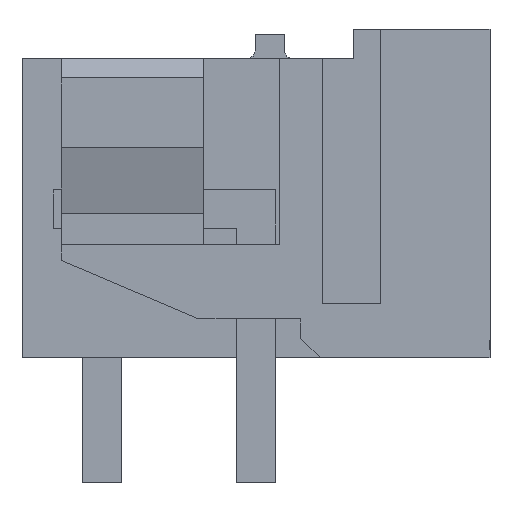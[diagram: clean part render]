
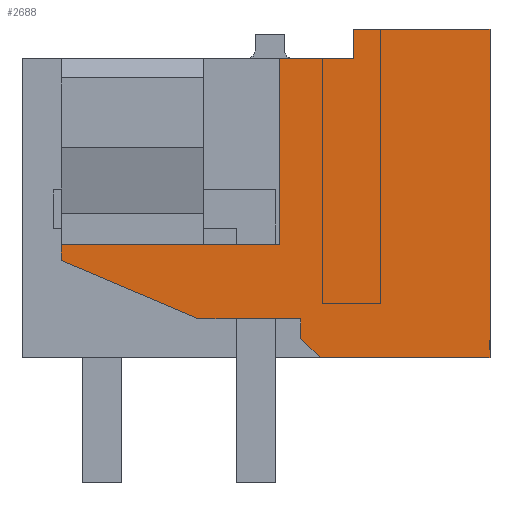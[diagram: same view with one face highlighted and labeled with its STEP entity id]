
A CAD part, left-side view. The second image highlights one B-rep face of the part: STEP entity #2688.
In plain terms, the highlighted planar face has unit normal (-1, 0, 0).
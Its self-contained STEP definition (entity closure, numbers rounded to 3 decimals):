
#2648=AXIS2_PLACEMENT_3D('Plane Axis2P3D',#2645,#2646,#2647) ;
#254=CARTESIAN_POINT('Vertex',(0.,0.,3.2)) ;
#259=CARTESIAN_POINT('Line Origine',(0.,2.177,3.2)) ;
#263=CARTESIAN_POINT('Vertex',(0.,4.354,3.2)) ;
#408=CARTESIAN_POINT('Vertex',(0.,5.4,10.88)) ;
#411=CARTESIAN_POINT('Line Origine',(0.,4.45,10.88)) ;
#415=CARTESIAN_POINT('Vertex',(0.,3.5,10.88)) ;
#1314=CARTESIAN_POINT('Line Origine',(0.,11.,5.905)) ;
#1318=CARTESIAN_POINT('Vertex',(0.,11.,6.11)) ;
#1320=CARTESIAN_POINT('Vertex',(0.,11.,5.701)) ;
#1422=CARTESIAN_POINT('Vertex',(0.,7.465,4.203)) ;
#1425=CARTESIAN_POINT('Line Origine',(0.,9.232,4.952)) ;
#1446=CARTESIAN_POINT('Vertex',(0.,4.854,4.203)) ;
#1449=CARTESIAN_POINT('Line Origine',(0.,6.159,4.203)) ;
#1504=CARTESIAN_POINT('Vertex',(0.,4.854,3.7)) ;
#1507=CARTESIAN_POINT('Line Origine',(0.,4.854,3.951)) ;
#1524=CARTESIAN_POINT('Line Origine',(0.,4.604,3.45)) ;
#1547=CARTESIAN_POINT('Vertex',(0.,0.,11.63)) ;
#1550=CARTESIAN_POINT('Line Origine',(0.,0.,7.415)) ;
#2645=CARTESIAN_POINT('Axis2P3D Location',(0.,12.,1.7)) ;
#2650=CARTESIAN_POINT('Line Origine',(0.,1.75,11.63)) ;
#2654=CARTESIAN_POINT('Vertex',(0.,3.5,11.63)) ;
#2657=CARTESIAN_POINT('Line Origine',(0.,3.5,11.255)) ;
#2662=CARTESIAN_POINT('Line Origine',(0.,5.4,8.495)) ;
#2666=CARTESIAN_POINT('Vertex',(0.,5.4,6.11)) ;
#2669=CARTESIAN_POINT('Line Origine',(0.,8.2,6.11)) ;
#260=DIRECTION('Vector Direction',(0.,1.,0.)) ;
#412=DIRECTION('Vector Direction',(0.,1.,0.)) ;
#1315=DIRECTION('Vector Direction',(0.,0.,1.)) ;
#1426=DIRECTION('Vector Direction',(0.,0.921,0.39)) ;
#1450=DIRECTION('Vector Direction',(0.,-1.,0.)) ;
#1508=DIRECTION('Vector Direction',(0.,0.,-1.)) ;
#1525=DIRECTION('Vector Direction',(0.,0.707,0.707)) ;
#1551=DIRECTION('Vector Direction',(0.,0.,-1.)) ;
#2646=DIRECTION('Axis2P3D Direction',(-1.,0.,0.)) ;
#2647=DIRECTION('Axis2P3D XDirection',(0.,-1.,0.)) ;
#2651=DIRECTION('Vector Direction',(0.,1.,0.)) ;
#2658=DIRECTION('Vector Direction',(0.,0.,1.)) ;
#2663=DIRECTION('Vector Direction',(0.,0.,-1.)) ;
#2670=DIRECTION('Vector Direction',(0.,1.,0.)) ;
#261=VECTOR('Line Direction',#260,1.) ;
#413=VECTOR('Line Direction',#412,1.) ;
#1316=VECTOR('Line Direction',#1315,1.) ;
#1427=VECTOR('Line Direction',#1426,1.) ;
#1451=VECTOR('Line Direction',#1450,1.) ;
#1509=VECTOR('Line Direction',#1508,1.) ;
#1526=VECTOR('Line Direction',#1525,1.) ;
#1552=VECTOR('Line Direction',#1551,1.) ;
#2652=VECTOR('Line Direction',#2651,1.) ;
#2659=VECTOR('Line Direction',#2658,1.) ;
#2664=VECTOR('Line Direction',#2663,1.) ;
#2671=VECTOR('Line Direction',#2670,1.) ;
#2675=ORIENTED_EDGE('',*,*,#2656,.T.) ;
#2676=ORIENTED_EDGE('',*,*,#2661,.T.) ;
#2677=ORIENTED_EDGE('',*,*,#417,.T.) ;
#2678=ORIENTED_EDGE('',*,*,#2668,.T.) ;
#2679=ORIENTED_EDGE('',*,*,#2673,.T.) ;
#2680=ORIENTED_EDGE('',*,*,#1322,.T.) ;
#2681=ORIENTED_EDGE('',*,*,#1429,.T.) ;
#2682=ORIENTED_EDGE('',*,*,#1453,.T.) ;
#2683=ORIENTED_EDGE('',*,*,#1511,.T.) ;
#2684=ORIENTED_EDGE('',*,*,#1528,.T.) ;
#2685=ORIENTED_EDGE('',*,*,#265,.T.) ;
#2686=ORIENTED_EDGE('',*,*,#1554,.T.) ;
#2688=ADVANCED_FACE('HOUSING',(#2687),#2649,.T.) ;
#265=EDGE_CURVE('',#264,#255,#262,.F.) ;
#417=EDGE_CURVE('',#416,#409,#414,.T.) ;
#1322=EDGE_CURVE('',#1319,#1321,#1317,.F.) ;
#1429=EDGE_CURVE('',#1321,#1423,#1428,.F.) ;
#1453=EDGE_CURVE('',#1423,#1447,#1452,.T.) ;
#1511=EDGE_CURVE('',#1447,#1505,#1510,.T.) ;
#1528=EDGE_CURVE('',#1505,#264,#1527,.F.) ;
#1554=EDGE_CURVE('',#255,#1548,#1553,.F.) ;
#2656=EDGE_CURVE('',#1548,#2655,#2653,.T.) ;
#2661=EDGE_CURVE('',#2655,#416,#2660,.F.) ;
#2668=EDGE_CURVE('',#409,#2667,#2665,.T.) ;
#2673=EDGE_CURVE('',#2667,#1319,#2672,.T.) ;
#2674=EDGE_LOOP('',(#2675,#2676,#2677,#2678,#2679,#2680,#2681,#2682,#2683,#2684,#2685,#2686)) ;
#2687=FACE_OUTER_BOUND('',#2674,.T.) ;
#262=LINE('Line',#259,#261) ;
#414=LINE('Line',#411,#413) ;
#1317=LINE('Line',#1314,#1316) ;
#1428=LINE('Line',#1425,#1427) ;
#1452=LINE('Line',#1449,#1451) ;
#1510=LINE('Line',#1507,#1509) ;
#1527=LINE('Line',#1524,#1526) ;
#1553=LINE('Line',#1550,#1552) ;
#2653=LINE('Line',#2650,#2652) ;
#2660=LINE('Line',#2657,#2659) ;
#2665=LINE('Line',#2662,#2664) ;
#2672=LINE('Line',#2669,#2671) ;
#2649=PLANE('',#2648) ;
#255=VERTEX_POINT('',#254) ;
#264=VERTEX_POINT('',#263) ;
#409=VERTEX_POINT('',#408) ;
#416=VERTEX_POINT('',#415) ;
#1319=VERTEX_POINT('',#1318) ;
#1321=VERTEX_POINT('',#1320) ;
#1423=VERTEX_POINT('',#1422) ;
#1447=VERTEX_POINT('',#1446) ;
#1505=VERTEX_POINT('',#1504) ;
#1548=VERTEX_POINT('',#1547) ;
#2655=VERTEX_POINT('',#2654) ;
#2667=VERTEX_POINT('',#2666) ;
